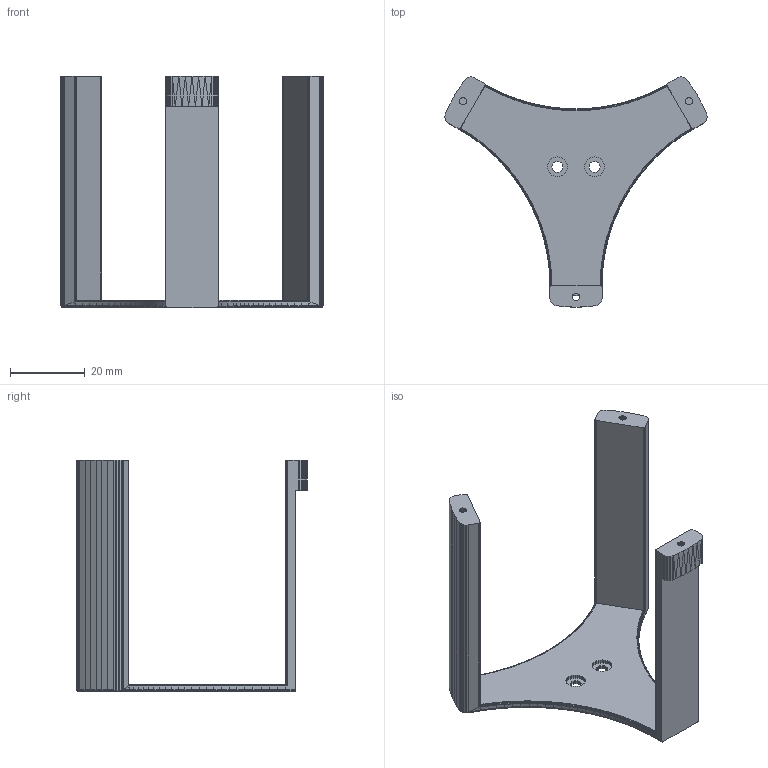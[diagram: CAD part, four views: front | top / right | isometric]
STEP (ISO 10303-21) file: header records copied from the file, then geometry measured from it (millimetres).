
FILE_DESCRIPTION(('FreeCAD Model'),'2;1');
FILE_NAME('Open CASCADE Shape Model','2025-06-19T11:00:44',(''),(''), 'Open CASCADE STEP processor 7.8','FreeCAD','Unknown');
FILE_SCHEMA(('AUTOMOTIVE_DESIGN { 1 0 10303 214 1 1 1 1 }'));
Products named in the file (1): logger_mounting_battery_base_V01_HER
Bounding box: 70.31 x 61.77 x 62 mm (x, y, z)
Volume: 15120.1 mm3; surface area: 10659.6 mm2
Topology: 1 solids, 1 shells, 2916 faces, 4940 edges, 2029 vertices
Faces by surface type: plane 2916
Entity records: 62014 total; most frequent: DIRECTION 10774, CARTESIAN_POINT 9886, ORIENTED_EDGE 9880, EDGE_CURVE 4940, LINE 4940, VECTOR 4940, FACE_BOUND 2925, EDGE_LOOP 2925
